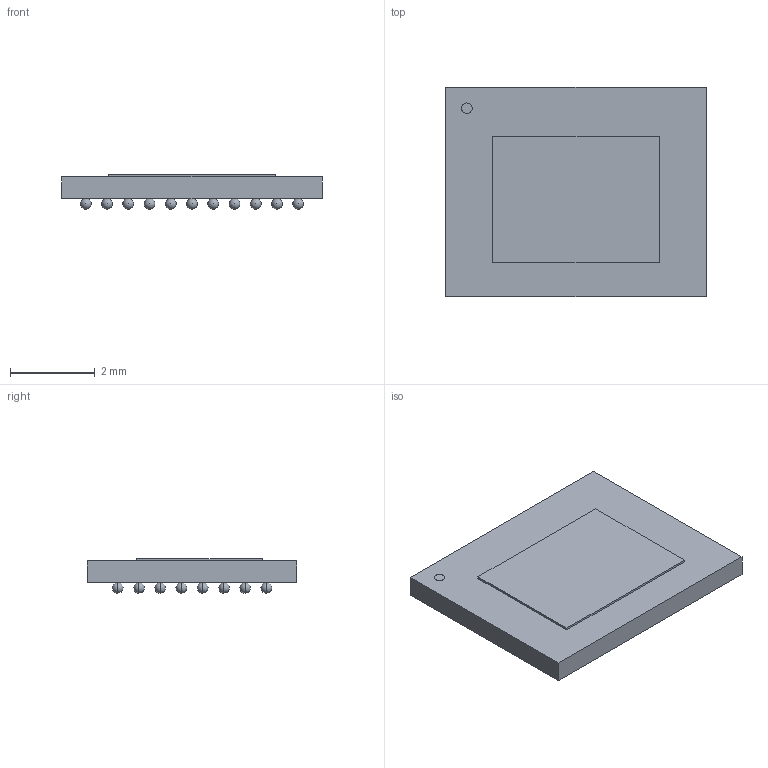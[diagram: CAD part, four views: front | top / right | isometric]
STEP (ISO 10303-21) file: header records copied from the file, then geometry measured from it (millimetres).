
FILE_DESCRIPTION (( 'STEP AP214' ), '1' );
FILE_NAME ('ONSEMI_CSP67_6P13X4P93.step', '2021-11-22T17:14:48', ( '' ), ( '' ), 'SwSTEP 2.0', 'SolidWorks 2019', '' );
FILE_SCHEMA (( 'AUTOMOTIVE_DESIGN' ));
Length unit declared in the file: millimetre
Products named in the file (1): ONSEMI_CSP67_6P13X4P93
Bounding box: 6.12 x 4.93 x 0.81 mm (x, y, z)
Volume: 16.5 mm3; surface area: 86 mm2
Topology: 69 solids, 69 shells, 149 faces, 499 edges, 355 vertices
Faces by surface type: sphere 134, plane 13, cylinder 2
Entity records: 3769 total; most frequent: DIRECTION 602, CARTESIAN_POINT 468, ORIENTED_EDGE 328, AXIS2_PLACEMENT_3D 288, EDGE_CURVE 164, VERTEX_POINT 154, EDGE_LOOP 150, FACE_OUTER_BOUND 149
